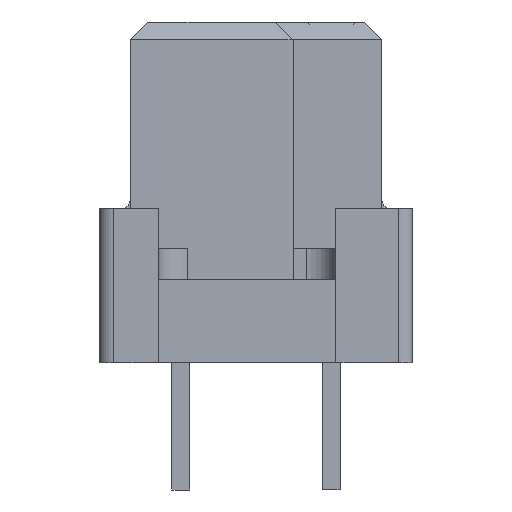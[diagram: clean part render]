
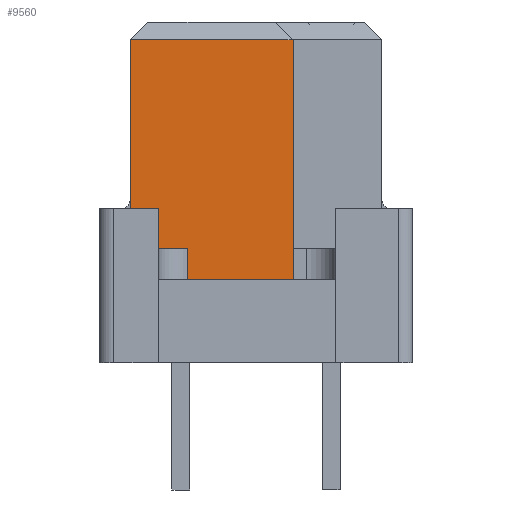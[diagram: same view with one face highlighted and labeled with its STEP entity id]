
A CAD part, front view. The second image highlights one B-rep face of the part: STEP entity #9560.
In plain terms, the highlighted planar face has unit normal (0, -1, 0).
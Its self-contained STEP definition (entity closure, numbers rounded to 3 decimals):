
#9435=CARTESIAN_POINT('',(3.79,-81.87,10.9));
#9436=VERTEX_POINT('',#9435);
#9466=CARTESIAN_POINT('',(-1.71,-81.87,10.9));
#9467=VERTEX_POINT('',#9466);
#9474=CARTESIAN_POINT('',(-1.71,-81.87,10.9));
#9475=DIRECTION('',(1.0,0.0,0.0));
#9476=VECTOR('',#9475,5.5);
#9477=LINE('',#9474,#9476);
#9478=EDGE_CURVE('',#9467,#9436,#9477,.T.);
#9512=CARTESIAN_POINT('',(3.79,-81.87,0.4));
#9513=VERTEX_POINT('',#9512);
#9514=CARTESIAN_POINT('',(3.79,-81.87,0.4));
#9515=DIRECTION('',(0.0,0.0,1.0));
#9516=VECTOR('',#9515,10.5);
#9517=LINE('',#9514,#9516);
#9518=EDGE_CURVE('',#9513,#9436,#9517,.T.);
#9537=CARTESIAN_POINT('',(3.79,-81.87,0.4));
#9538=DIRECTION('',(0.0,-1.0,0.0));
#9539=DIRECTION('',(0.0,0.0,1.0));
#9540=AXIS2_PLACEMENT_3D('',#9537,#9538,#9539);
#9541=PLANE('',#9540);
#9542=ORIENTED_EDGE('',*,*,#9478,.F.);
#9543=CARTESIAN_POINT('',(-1.71,-81.87,0.4));
#9544=VERTEX_POINT('',#9543);
#9545=CARTESIAN_POINT('',(-1.71,-81.87,0.4));
#9546=DIRECTION('',(0.0,0.0,1.0));
#9547=VECTOR('',#9546,10.5);
#9548=LINE('',#9545,#9547);
#9549=EDGE_CURVE('',#9544,#9467,#9548,.T.);
#9550=ORIENTED_EDGE('',*,*,#9549,.F.);
#9551=CARTESIAN_POINT('',(3.79,-81.87,0.4));
#9552=DIRECTION('',(-1.0,0.0,0.0));
#9553=VECTOR('',#9552,5.5);
#9554=LINE('',#9551,#9553);
#9555=EDGE_CURVE('',#9513,#9544,#9554,.T.);
#9556=ORIENTED_EDGE('',*,*,#9555,.F.);
#9557=ORIENTED_EDGE('',*,*,#9518,.T.);
#9558=EDGE_LOOP('',(#9542,#9550,#9556,#9557));
#9559=FACE_OUTER_BOUND('',#9558,.T.);
#9560=ADVANCED_FACE('',(#9559),#9541,.T.);
